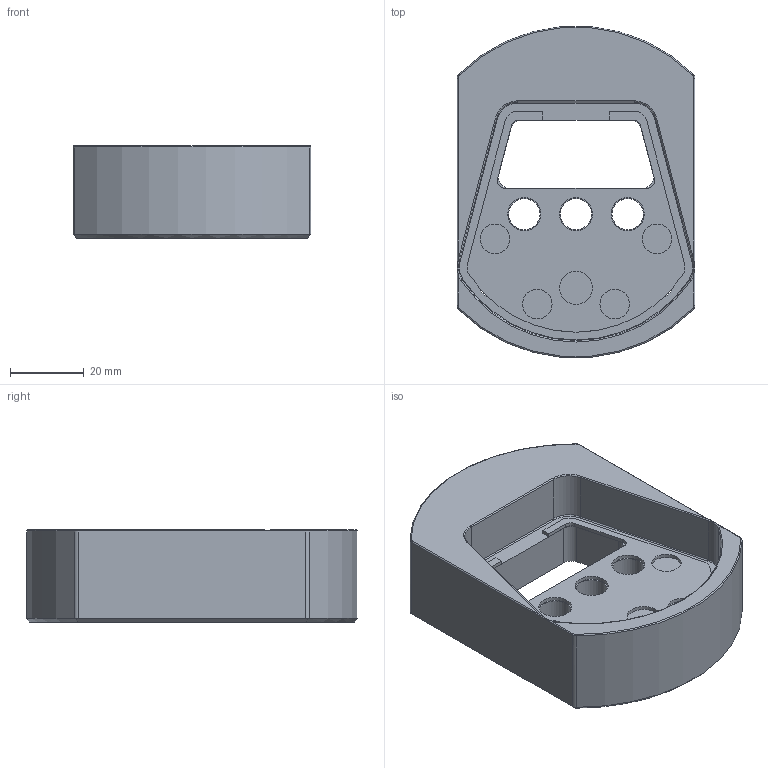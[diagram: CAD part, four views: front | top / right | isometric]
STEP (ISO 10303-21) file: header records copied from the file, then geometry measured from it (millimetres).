
FILE_DESCRIPTION (( 'STEP AP214' ), '1' );
FILE_NAME ('49841003.STEP', '2018-07-11T08:45:33', ( 'Admin' ), ( 'Hewlett-Packard Company' ), 'SwSTEP 2.0', 'SolidWorks 2018', '' );
FILE_SCHEMA (( 'AUTOMOTIVE_DESIGN' ));
Length unit declared in the file: millimetre
Products named in the file (3): 49841003; 95998; 82306
Assembly tree (2 placements, depth 2):
  49841003
    95998
    82306
Bounding box: 64.5 x 89.66 x 25 mm (x, y, z)
Volume: 76267.5 mm3; surface area: 25027.2 mm2
Topology: 2 solids, 2 shells, 95 faces, 249 edges, 158 vertices
Faces by surface type: cylinder 47, plane 28, torus 16, cone 4
Full cylindrical faces by diameter (mm): 6.8 x4, 8 x4, 8.5 x3, 9 x4
Entity records: 3062 total; most frequent: CARTESIAN_POINT 546, DIRECTION 528, ORIENTED_EDGE 456, EDGE_CURVE 228, AXIS2_PLACEMENT_3D 216, VERTEX_POINT 154, EDGE_LOOP 140, CIRCLE 116
